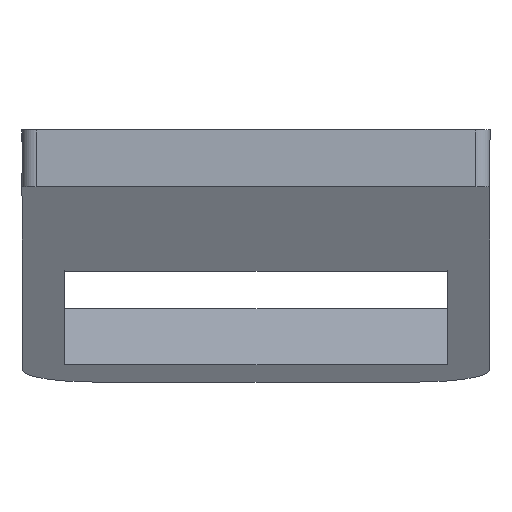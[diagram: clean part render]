
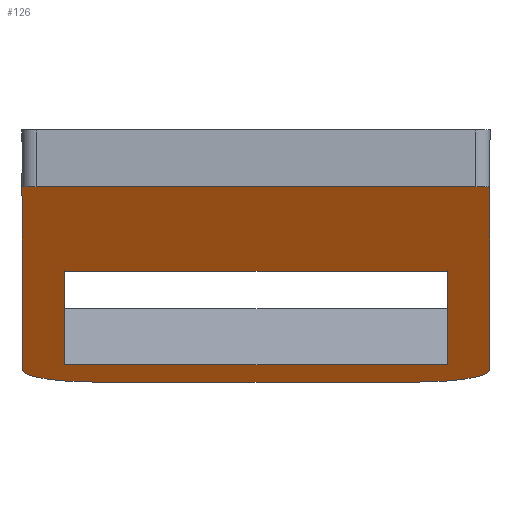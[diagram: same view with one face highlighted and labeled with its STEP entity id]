
A CAD part, front view. The second image highlights one B-rep face of the part: STEP entity #126.
In plain terms, the highlighted planar face has unit normal (0, -0.174, -0.985).
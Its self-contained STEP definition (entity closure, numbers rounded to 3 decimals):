
#11 = CARTESIAN_POINT ( 'NONE',  ( 1., 110.101, -13.771 ) ) ;
#21 = DIRECTION ( 'NONE',  ( -1., 0., 0. ) ) ;
#25 = ORIENTED_EDGE ( 'NONE', *, *, #169, .F. ) ;
#29 = AXIS2_PLACEMENT_3D ( 'NONE', #93, #705, #214 ) ;
#30 = VECTOR ( 'NONE', #255, 1000. ) ;
#34 = CARTESIAN_POINT ( 'NONE',  ( 26., 65.784, -5.957 ) ) ;
#38 = EDGE_CURVE ( 'NONE', #614, #659, #756, .T. ) ;
#47 = DIRECTION ( 'NONE',  ( 0., 0.985, -0.174 ) ) ;
#58 = DIRECTION ( 'NONE',  ( 0., -0.174, -0.985 ) ) ;
#72 = VERTEX_POINT ( 'NONE', #161 ) ;
#77 = EDGE_CURVE ( 'NONE', #475, #241, #751, .T. ) ;
#82 = VECTOR ( 'NONE', #341, 1000. ) ;
#87 = CARTESIAN_POINT ( 'NONE',  ( 29., 110.101, -13.771 ) ) ;
#93 = CARTESIAN_POINT ( 'NONE',  ( 24., 105.177, -12.903 ) ) ;
#119 = EDGE_LOOP ( 'NONE', ( #568, #219, #661, #25 ) ) ;
#122 = EDGE_CURVE ( 'NONE', #256, #72, #149, .T. ) ;
#126 = ADVANCED_FACE ( 'NONE', ( #773, #599 ), #310, .T. ) ;
#149 = LINE ( 'NONE', #338, #239 ) ;
#152 = EDGE_CURVE ( 'NONE', #614, #314, #518, .T. ) ;
#161 = CARTESIAN_POINT ( 'NONE',  ( -1., 103.207, -12.556 ) ) ;
#169 = EDGE_CURVE ( 'NONE', #72, #267, #712, .T. ) ;
#170 = CARTESIAN_POINT ( 'NONE',  ( 26., 103.207, -12.556 ) ) ;
#171 = AXIS2_PLACEMENT_3D ( 'NONE', #486, #538, #474 ) ;
#180 = DIRECTION ( 'NONE',  ( 0., -0.985, 0.174 ) ) ;
#189 = CARTESIAN_POINT ( 'NONE',  ( 29., 32., 0. ) ) ;
#211 = VECTOR ( 'NONE', #550, 1000. ) ;
#214 = DIRECTION ( 'NONE',  ( 0., 0.985, -0.174 ) ) ;
#219 = ORIENTED_EDGE ( 'NONE', *, *, #556, .F. ) ;
#222 = EDGE_LOOP ( 'NONE', ( #510, #723, #327, #275, #720, #281 ) ) ;
#235 = CARTESIAN_POINT ( 'NONE',  ( -1., 65.784, -5.957 ) ) ;
#239 = VECTOR ( 'NONE', #576, 1000. ) ;
#241 = VERTEX_POINT ( 'NONE', #653 ) ;
#247 = CARTESIAN_POINT ( 'NONE',  ( 26., 103.207, -12.556 ) ) ;
#254 = CARTESIAN_POINT ( 'NONE',  ( 26., 103.207, -12.556 ) ) ;
#255 = DIRECTION ( 'NONE',  ( 0., 0.985, -0.174 ) ) ;
#256 = VERTEX_POINT ( 'NONE', #235 ) ;
#267 = VERTEX_POINT ( 'NONE', #170 ) ;
#275 = ORIENTED_EDGE ( 'NONE', *, *, #77, .T. ) ;
#281 = ORIENTED_EDGE ( 'NONE', *, *, #707, .T. ) ;
#309 = EDGE_CURVE ( 'NONE', #611, #241, #375, .T. ) ;
#310 = PLANE ( 'NONE',  #679 ) ;
#314 = VERTEX_POINT ( 'NONE', #11 ) ;
#317 = VECTOR ( 'NONE', #348, 1000. ) ;
#321 = CARTESIAN_POINT ( 'NONE',  ( 29., 32., 0. ) ) ;
#327 = ORIENTED_EDGE ( 'NONE', *, *, #491, .F. ) ;
#333 = LINE ( 'NONE', #573, #583 ) ;
#338 = CARTESIAN_POINT ( 'NONE',  ( -1., 103.207, -12.556 ) ) ;
#341 = DIRECTION ( 'NONE',  ( -1., 0., 0. ) ) ;
#348 = DIRECTION ( 'NONE',  ( 0., -0.985, 0.174 ) ) ;
#364 = DIRECTION ( 'NONE',  ( 1., 0., 0. ) ) ;
#368 = CARTESIAN_POINT ( 'NONE',  ( -64.804, 32., 0. ) ) ;
#374 = LINE ( 'NONE', #500, #211 ) ;
#375 = LINE ( 'NONE', #189, #30 ) ;
#474 = DIRECTION ( 'NONE',  ( 0., 0.985, -0.174 ) ) ;
#475 = VERTEX_POINT ( 'NONE', #647 ) ;
#486 = CARTESIAN_POINT ( 'NONE',  ( 1., 105.177, -12.903 ) ) ;
#490 = VERTEX_POINT ( 'NONE', #34 ) ;
#491 = EDGE_CURVE ( 'NONE', #475, #314, #634, .T. ) ;
#500 = CARTESIAN_POINT ( 'NONE',  ( -1., 32., 0. ) ) ;
#510 = ORIENTED_EDGE ( 'NONE', *, *, #38, .F. ) ;
#518 = CIRCLE ( 'NONE', #171, 5. ) ;
#530 = CARTESIAN_POINT ( 'NONE',  ( -4., 32., 0. ) ) ;
#538 = DIRECTION ( 'NONE',  ( 0., -0.174, -0.985 ) ) ;
#550 = DIRECTION ( 'NONE',  ( -1., 0., 0. ) ) ;
#556 = EDGE_CURVE ( 'NONE', #490, #256, #333, .T. ) ;
#562 = CARTESIAN_POINT ( 'NONE',  ( -4., 105.177, -12.903 ) ) ;
#568 = ORIENTED_EDGE ( 'NONE', *, *, #122, .F. ) ;
#571 = VECTOR ( 'NONE', #180, 1000. ) ;
#573 = CARTESIAN_POINT ( 'NONE',  ( 26., 65.784, -5.957 ) ) ;
#576 = DIRECTION ( 'NONE',  ( 0., 0.985, -0.174 ) ) ;
#583 = VECTOR ( 'NONE', #21, 1000. ) ;
#593 = VECTOR ( 'NONE', #364, 1000. ) ;
#599 = FACE_OUTER_BOUND ( 'NONE', #222, .T. ) ;
#611 = VERTEX_POINT ( 'NONE', #321 ) ;
#612 = CARTESIAN_POINT ( 'NONE',  ( -4., 32., 0. ) ) ;
#614 = VERTEX_POINT ( 'NONE', #562 ) ;
#634 = LINE ( 'NONE', #87, #82 ) ;
#635 = EDGE_CURVE ( 'NONE', #267, #490, #730, .T. ) ;
#647 = CARTESIAN_POINT ( 'NONE',  ( 24., 110.101, -13.771 ) ) ;
#653 = CARTESIAN_POINT ( 'NONE',  ( 29., 105.177, -12.903 ) ) ;
#659 = VERTEX_POINT ( 'NONE', #612 ) ;
#661 = ORIENTED_EDGE ( 'NONE', *, *, #635, .F. ) ;
#679 = AXIS2_PLACEMENT_3D ( 'NONE', #368, #58, #47 ) ;
#705 = DIRECTION ( 'NONE',  ( 0., -0.174, -0.985 ) ) ;
#707 = EDGE_CURVE ( 'NONE', #611, #659, #374, .T. ) ;
#712 = LINE ( 'NONE', #247, #593 ) ;
#720 = ORIENTED_EDGE ( 'NONE', *, *, #309, .F. ) ;
#723 = ORIENTED_EDGE ( 'NONE', *, *, #152, .T. ) ;
#730 = LINE ( 'NONE', #254, #571 ) ;
#751 = CIRCLE ( 'NONE', #29, 5. ) ;
#756 = LINE ( 'NONE', #530, #317 ) ;
#773 = FACE_BOUND ( 'NONE', #119, .T. ) ;
